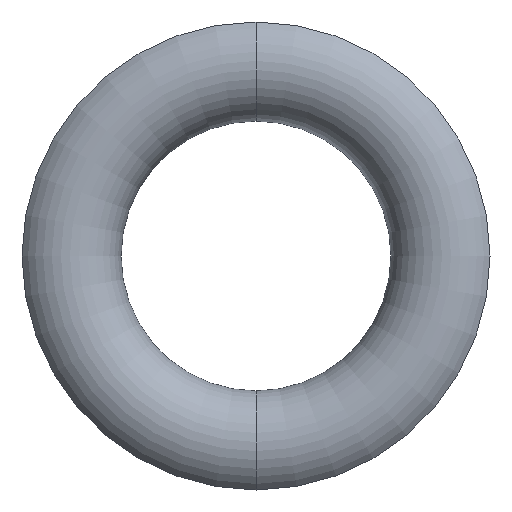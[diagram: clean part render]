
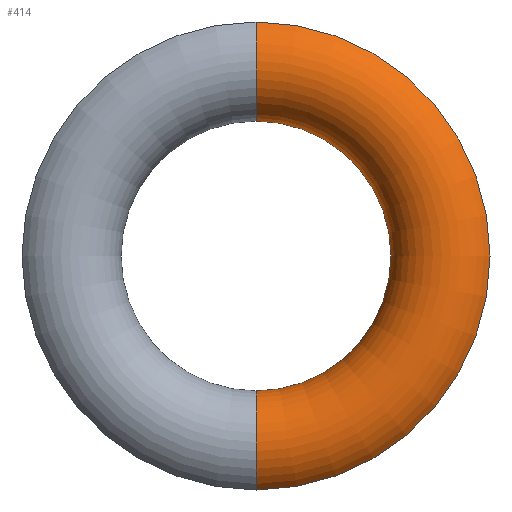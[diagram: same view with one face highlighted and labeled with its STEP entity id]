
A CAD part, front view. The second image highlights one B-rep face of the part: STEP entity #414.
In plain terms, the highlighted toroidal (fillet/blend) face has major radius 3.45 mm and minor radius 1 mm.
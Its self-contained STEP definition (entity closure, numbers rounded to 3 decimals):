
#12 = CARTESIAN_POINT ( 'NONE',  ( 0., -1.691, 4.25 ) ) ;
#32 = AXIS2_PLACEMENT_3D ( 'NONE', #229, #133, #141 ) ;
#45 = AXIS2_PLACEMENT_3D ( 'NONE', #307, #478, #386 ) ;
#65 = CIRCLE ( 'NONE', #67, 1. ) ;
#67 = AXIS2_PLACEMENT_3D ( 'NONE', #343, #143, #100 ) ;
#77 = CARTESIAN_POINT ( 'NONE',  ( 0., -1.091, 2.45 ) ) ;
#100 = DIRECTION ( 'NONE',  ( 0., 0., -1. ) ) ;
#114 = VERTEX_POINT ( 'NONE', #122 ) ;
#117 = CARTESIAN_POINT ( 'NONE',  ( 0., -1.691, -4.25 ) ) ;
#122 = CARTESIAN_POINT ( 'NONE',  ( 0., -1.091, -2.45 ) ) ;
#133 = DIRECTION ( 'NONE',  ( 0., -1., 0. ) ) ;
#141 = DIRECTION ( 'NONE',  ( 0., 0., -1. ) ) ;
#143 = DIRECTION ( 'NONE',  ( 1., 0., 0. ) ) ;
#152 = ORIENTED_EDGE ( 'NONE', *, *, #280, .T. ) ;
#179 = CIRCLE ( 'NONE', #459, 1. ) ;
#184 = AXIS2_PLACEMENT_3D ( 'NONE', #305, #470, #200 ) ;
#193 = TOROIDAL_SURFACE ( 'NONE', #184, 3.45, 1. ) ;
#200 = DIRECTION ( 'NONE',  ( 0., 0., -1. ) ) ;
#206 = EDGE_CURVE ( 'NONE', #333, #114, #179, .T. ) ;
#229 = CARTESIAN_POINT ( 'NONE',  ( 0., -1.691, 0. ) ) ;
#233 = ORIENTED_EDGE ( 'NONE', *, *, #278, .F. ) ;
#242 = EDGE_CURVE ( 'NONE', #333, #487, #486, .T. ) ;
#278 = EDGE_CURVE ( 'NONE', #114, #360, #417, .T. ) ;
#280 = EDGE_CURVE ( 'NONE', #487, #360, #65, .T. ) ;
#284 = CARTESIAN_POINT ( 'NONE',  ( 0., -1.091, -3.45 ) ) ;
#294 = DIRECTION ( 'NONE',  ( -1., 0., 0. ) ) ;
#300 = DIRECTION ( 'NONE',  ( 0., 0., 1. ) ) ;
#305 = CARTESIAN_POINT ( 'NONE',  ( 0., -1.091, 0. ) ) ;
#307 = CARTESIAN_POINT ( 'NONE',  ( 0., -1.091, 0. ) ) ;
#333 = VERTEX_POINT ( 'NONE', #117 ) ;
#343 = CARTESIAN_POINT ( 'NONE',  ( 0., -1.091, 3.45 ) ) ;
#360 = VERTEX_POINT ( 'NONE', #77 ) ;
#376 = FACE_OUTER_BOUND ( 'NONE', #460, .T. ) ;
#386 = DIRECTION ( 'NONE',  ( 0., 0., -1. ) ) ;
#414 = ADVANCED_FACE ( 'NONE', ( #376 ), #193, .T. ) ;
#417 = CIRCLE ( 'NONE', #45, 2.45 ) ;
#459 = AXIS2_PLACEMENT_3D ( 'NONE', #284, #294, #300 ) ;
#460 = EDGE_LOOP ( 'NONE', ( #474, #152, #233, #492 ) ) ;
#470 = DIRECTION ( 'NONE',  ( 0., -1., 0. ) ) ;
#474 = ORIENTED_EDGE ( 'NONE', *, *, #242, .T. ) ;
#478 = DIRECTION ( 'NONE',  ( 0., -1., 0. ) ) ;
#486 = CIRCLE ( 'NONE', #32, 4.25 ) ;
#487 = VERTEX_POINT ( 'NONE', #12 ) ;
#492 = ORIENTED_EDGE ( 'NONE', *, *, #206, .F. ) ;
